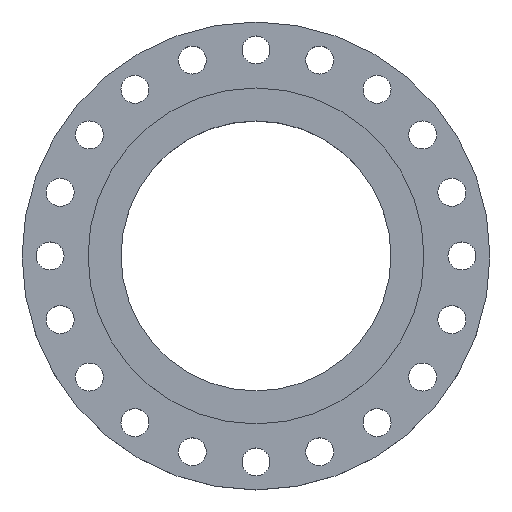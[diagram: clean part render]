
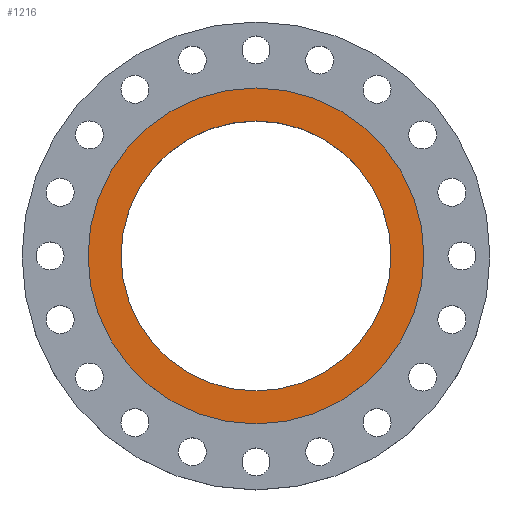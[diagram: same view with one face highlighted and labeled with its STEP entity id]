
A CAD part, top view. The second image highlights one B-rep face of the part: STEP entity #1216.
In plain terms, the highlighted planar face has unit normal (0, 0, 1).
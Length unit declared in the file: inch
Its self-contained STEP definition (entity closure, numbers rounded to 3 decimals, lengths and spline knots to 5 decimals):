
#96 = VERTEX_POINT ( 'NONE', #471 ) ;
#104 = EDGE_CURVE ( 'NONE', #96, #1651, #302, .T. ) ;
#123 = FACE_BOUND ( 'NONE', #1783, .T. ) ;
#133 = CARTESIAN_POINT ( 'NONE',  ( 0., 8.438, 0. ) ) ;
#144 = DIRECTION ( 'NONE',  ( -1., 0., 0. ) ) ;
#168 = DIRECTION ( 'NONE',  ( 0., 0., 1. ) ) ;
#193 = DIRECTION ( 'NONE',  ( 1., 0., 0. ) ) ;
#196 = CARTESIAN_POINT ( 'NONE',  ( 0., 0., 0. ) ) ;
#200 = EDGE_CURVE ( 'NONE', #1245, #2035, #334, .T. ) ;
#302 = CIRCLE ( 'NONE', #1988, 10.5 ) ;
#334 = CIRCLE ( 'NONE', #435, 8.438 ) ;
#395 = EDGE_CURVE ( 'NONE', #2035, #1245, #604, .T. ) ;
#435 = AXIS2_PLACEMENT_3D ( 'NONE', #196, #168, #1301 ) ;
#471 = CARTESIAN_POINT ( 'NONE',  ( 10.5, 0., 0. ) ) ;
#543 = ORIENTED_EDGE ( 'NONE', *, *, #200, .F. ) ;
#544 = ORIENTED_EDGE ( 'NONE', *, *, #104, .T. ) ;
#604 = CIRCLE ( 'NONE', #872, 8.438 ) ;
#612 = EDGE_CURVE ( 'NONE', #1651, #96, #1466, .T. ) ;
#638 = DIRECTION ( 'NONE',  ( 1., 0., 0. ) ) ;
#756 = FACE_OUTER_BOUND ( 'NONE', #2008, .T. ) ;
#872 = AXIS2_PLACEMENT_3D ( 'NONE', #1619, #1912, #193 ) ;
#1105 = DIRECTION ( 'NONE',  ( 0., 0., 1. ) ) ;
#1108 = DIRECTION ( 'NONE',  ( 1., 0., 0. ) ) ;
#1159 = CARTESIAN_POINT ( 'NONE',  ( -8.438, 0., 0. ) ) ;
#1216 = ADVANCED_FACE ( 'NONE', ( #123, #756 ), #1381, .F. ) ;
#1245 = VERTEX_POINT ( 'NONE', #1159 ) ;
#1250 = ORIENTED_EDGE ( 'NONE', *, *, #612, .T. ) ;
#1301 = DIRECTION ( 'NONE',  ( 1., 0., 0. ) ) ;
#1381 = PLANE ( 'NONE',  #1594 ) ;
#1404 = CARTESIAN_POINT ( 'NONE',  ( 0., 0., 0. ) ) ;
#1412 = DIRECTION ( 'NONE',  ( 0., 0., 1. ) ) ;
#1466 = CIRCLE ( 'NONE', #1667, 10.5 ) ;
#1594 = AXIS2_PLACEMENT_3D ( 'NONE', #133, #2018, #144 ) ;
#1606 = CARTESIAN_POINT ( 'NONE',  ( 8.438, 0., 0. ) ) ;
#1619 = CARTESIAN_POINT ( 'NONE',  ( 0., 0., 0. ) ) ;
#1651 = VERTEX_POINT ( 'NONE', #1907 ) ;
#1667 = AXIS2_PLACEMENT_3D ( 'NONE', #1404, #1412, #1108 ) ;
#1718 = CARTESIAN_POINT ( 'NONE',  ( 0., 0., 0. ) ) ;
#1783 = EDGE_LOOP ( 'NONE', ( #1999, #543 ) ) ;
#1907 = CARTESIAN_POINT ( 'NONE',  ( -10.5, 0., 0. ) ) ;
#1912 = DIRECTION ( 'NONE',  ( 0., 0., 1. ) ) ;
#1988 = AXIS2_PLACEMENT_3D ( 'NONE', #1718, #1105, #638 ) ;
#1999 = ORIENTED_EDGE ( 'NONE', *, *, #395, .F. ) ;
#2008 = EDGE_LOOP ( 'NONE', ( #544, #1250 ) ) ;
#2018 = DIRECTION ( 'NONE',  ( 0., 0., -1. ) ) ;
#2035 = VERTEX_POINT ( 'NONE', #1606 ) ;
